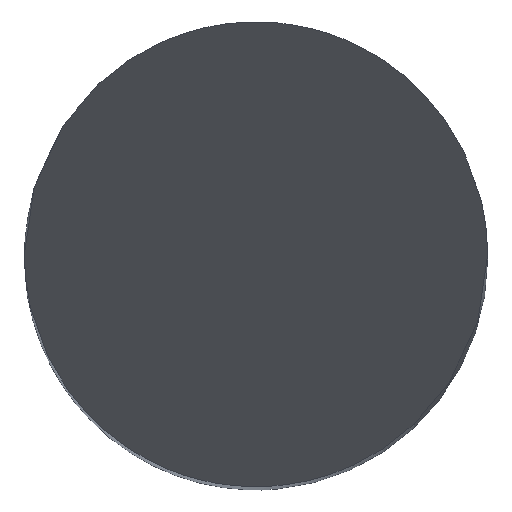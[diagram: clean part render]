
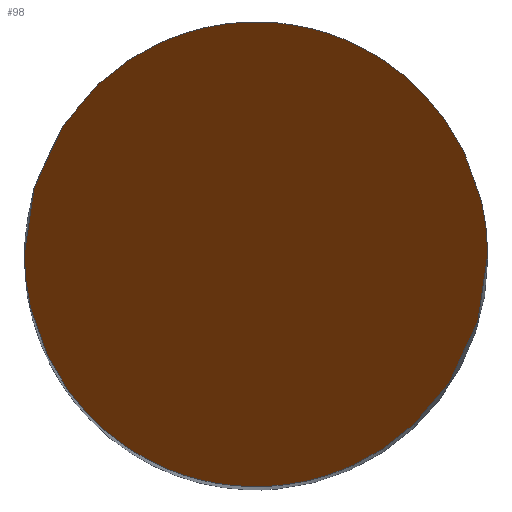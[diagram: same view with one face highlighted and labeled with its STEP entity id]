
A CAD part, top view. The second image highlights one B-rep face of the part: STEP entity #98.
In plain terms, the highlighted planar face has unit normal (0, -0.866, 0.5).
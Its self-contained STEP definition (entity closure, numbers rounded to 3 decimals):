
#98=ADVANCED_FACE('',(#148),#123,.F.);
#123=PLANE('',#722);
#148=FACE_OUTER_BOUND('',#186,.T.);
#186=EDGE_LOOP('',(#345,#346));
#345=ORIENTED_EDGE('',*,*,#538,.F.);
#346=ORIENTED_EDGE('',*,*,#559,.F.);
#471=VERTEX_POINT('',#1329);
#472=VERTEX_POINT('',#1330);
#538=EDGE_CURVE('',#471,#472,#657,.T.);
#559=EDGE_CURVE('',#472,#471,#661,.T.);
#657=(
BOUNDED_CURVE()
B_SPLINE_CURVE(3,(#1325,#1326,#1327,#1328),.UNSPECIFIED.,.F.,.F.)
B_SPLINE_CURVE_WITH_KNOTS((4,4),(0.,1.),.UNSPECIFIED.)
CURVE()
GEOMETRIC_REPRESENTATION_ITEM()
RATIONAL_B_SPLINE_CURVE((1.,0.333,0.333,1.))
REPRESENTATION_ITEM('')
);
#661=(
BOUNDED_CURVE()
B_SPLINE_CURVE(3,(#1428,#1429,#1430,#1431),.UNSPECIFIED.,.F.,.F.)
B_SPLINE_CURVE_WITH_KNOTS((4,4),(0.,1.),.UNSPECIFIED.)
CURVE()
GEOMETRIC_REPRESENTATION_ITEM()
RATIONAL_B_SPLINE_CURVE((1.,0.333,0.333,1.))
REPRESENTATION_ITEM('')
);
#722=AXIS2_PLACEMENT_3D('',#1470,#812,#813);
#812=DIRECTION('',(0.,0.866,-0.5));
#813=DIRECTION('',(0.,0.5,0.866));
#1325=CARTESIAN_POINT('',(-2.,0.,0.));
#1326=CARTESIAN_POINT('',(-2.,4.,6.928));
#1327=CARTESIAN_POINT('',(2.,4.,6.928));
#1328=CARTESIAN_POINT('',(2.,0.,0.));
#1329=CARTESIAN_POINT('',(-2.,0.,0.));
#1330=CARTESIAN_POINT('',(2.,0.,0.));
#1428=CARTESIAN_POINT('',(2.,0.,0.));
#1429=CARTESIAN_POINT('',(2.,-4.,-6.928));
#1430=CARTESIAN_POINT('',(-2.,-4.,-6.928));
#1431=CARTESIAN_POINT('',(-2.,0.,0.));
#1470=CARTESIAN_POINT('',(2.,2.,3.464));
